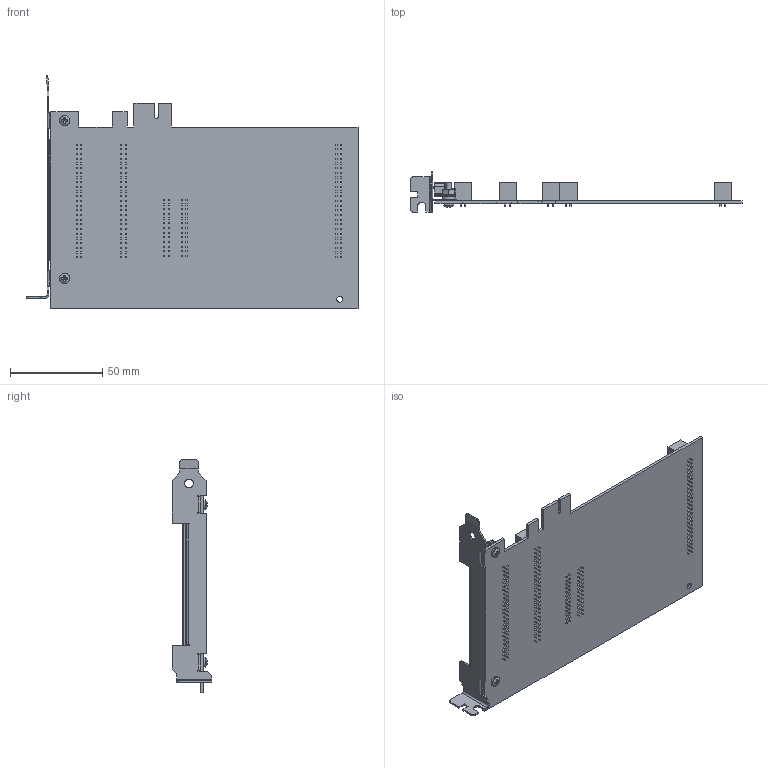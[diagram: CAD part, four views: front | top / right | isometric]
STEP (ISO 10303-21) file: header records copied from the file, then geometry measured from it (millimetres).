
FILE_DESCRIPTION (( 'STEP AP214' ), '1' );
FILE_NAME ('826.STEP', '2022-04-13T17:30:52', ( '' ), ( '' ), 'SwSTEP 2.0', 'SolidWorks 2012', '' );
FILE_SCHEMA (( 'AUTOMOTIVE_DESIGN' ));
Length unit declared in the file: inch
Products named in the file (9): Self-clinching Nut_PMI_PEM CLS-632-2 ---N; Machine Screw Nut Hex_AI_MSHXNUT 0.112-40-S-N; 826_HldDwn_BRKT; Pan Cross Head_AI_CR-PHMS 0.112-40x0.4375x0.4375-N; HDR-SHRD-10_26-Pin; HDR-SHRD-10_50-pin; 826_BRKT; 826
Assembly tree (14 placements, depth 2):
  826
    826
    826_BRKT
    HDR-SHRD-10_50-pin  x3
    HDR-SHRD-10_26-Pin  x2
    Pan Cross Head_AI_CR-PHMS 0.112-40x0.4375x0.4375-N  x2
    826_HldDwn_BRKT
    Machine Screw Nut Hex_AI_MSHXNUT 0.112-40-S-N  x2
    Self-clinching Nut_PMI_PEM CLS-632-2 ---N  x2
Bounding box: 179.83 x 21.59 x 126.44 mm (x, y, z)
Volume: 44615.1 mm3; surface area: 64152.3 mm2
Topology: 14 solids, 14 shells, 3353 faces, 7791 edges, 4885 vertices
Faces by surface type: plane 3269, cylinder 56, cone 24, sphere 2, torus 2
Full cylindrical faces by diameter (mm): 2.261 x2, 2.705 x2, 2.845 x4, 3.175 x5, 3.505 x2, 4.116 x2, 4.216 x2, 4.75 x3, 5.563 x2, 7.112 x2
Entity records: 53007 total; most frequent: CARTESIAN_POINT 6778, ORIENTED_EDGE 6510, DIRECTION 6201, EDGE_CURVE 3255, VECTOR 3127, LINE 3127, VERTEX_POINT 2050, EDGE_LOOP 1607
